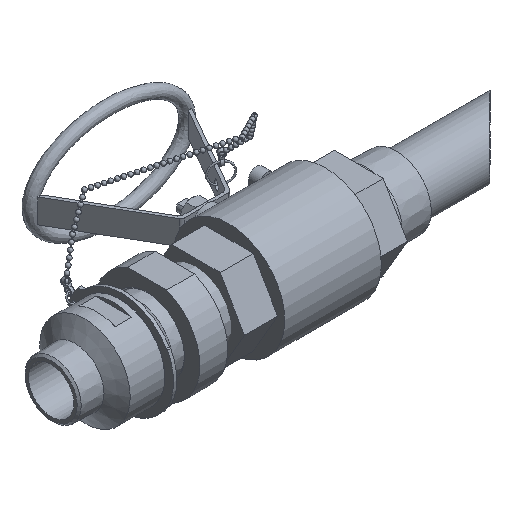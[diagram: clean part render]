
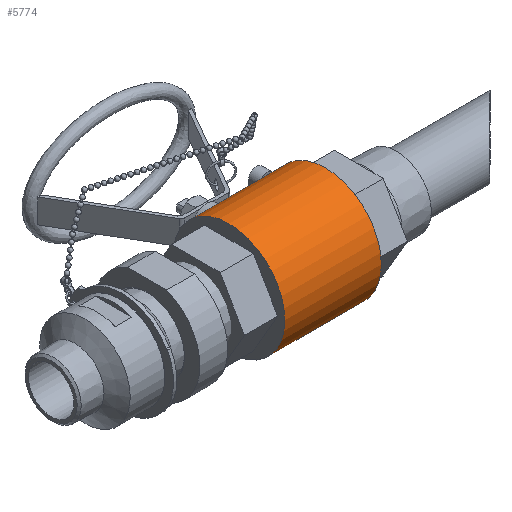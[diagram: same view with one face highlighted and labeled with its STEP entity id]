
A CAD part, isometric view. The second image highlights one B-rep face of the part: STEP entity #5774.
In plain terms, the highlighted cylindrical face has radius 46.99 mm (diameter 93.98 mm), a full revolution.
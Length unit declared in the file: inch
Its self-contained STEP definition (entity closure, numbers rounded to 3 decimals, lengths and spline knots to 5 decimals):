
#15=B_SPLINE_CURVE_WITH_KNOTS('',3,(#10003,#10004,#10005,#10006,#10007,
#10008),.UNSPECIFIED.,.F.,.F.,(4,2,4),(0.63985,0.76988,
1.05976),.UNSPECIFIED.);
#16=B_SPLINE_CURVE_WITH_KNOTS('',3,(#10010,#10011,#10012,#10013,#10014,
#10015),.UNSPECIFIED.,.F.,.F.,(4,2,4),(3.08654,3.37643,
3.50645),.UNSPECIFIED.);
#17=B_SPLINE_CURVE_WITH_KNOTS('',3,(#10034,#10035,#10036,#10037,#10038,
#10039),.UNSPECIFIED.,.F.,.F.,(4,2,4),(1.01339,1.30327,
1.4333),.UNSPECIFIED.);
#18=B_SPLINE_CURVE_WITH_KNOTS('',3,(#10041,#10042,#10043,#10044,#10045,
#10046),.UNSPECIFIED.,.F.,.F.,(4,2,4),(2.71432,2.85685,
3.13332),.UNSPECIFIED.);
#19=B_SPLINE_CURVE_WITH_KNOTS('',3,(#10146,#10147,#10148,#10149,#10150,
#10151,#10152,#10153,#10154,#10155,#10156,#10157,#10158,#10159,#10160,#10161,
#10162,#10163,#10164),.UNSPECIFIED.,.T.,.F.,(4,1,1,1,1,1,1,1,1,1,1,1,1,
1,1,1,4),(-14.72266,-14.02158,-13.67104,-13.3205,
-13.08681,-12.38573,-11.91835,-10.98357,
-10.51619,-9.58142,-9.11403,-8.17926,-7.71187,
-7.01079,-6.30971,-5.60863,-4.90755),
 .UNSPECIFIED.);
#175=FACE_BOUND('',#1078,.T.);
#176=FACE_BOUND('',#1079,.T.);
#405=CYLINDRICAL_SURFACE('',#6572,1.85);
#712=FACE_OUTER_BOUND('',#1077,.T.);
#1077=EDGE_LOOP('',(#4920,#4921,#4922,#4923));
#1078=EDGE_LOOP('',(#4924,#4925,#4926,#4927,#4928,#4929,#4930,#4931));
#1079=EDGE_LOOP('',(#4932));
#1371=LINE('',#9994,#1678);
#1372=LINE('',#9999,#1679);
#1380=LINE('',#10194,#1687);
#1678=VECTOR('',#8293,0.3937);
#1679=VECTOR('',#8298,0.3937);
#1687=VECTOR('',#8334,1.85);
#2153=CIRCLE('',#6547,1.85);
#2154=CIRCLE('',#6555,1.85);
#2158=CIRCLE('',#6563,1.85);
#2159=CIRCLE('',#6565,1.85);
#2635=VERTEX_POINT('',#9950);
#2648=VERTEX_POINT('',#9989);
#2649=VERTEX_POINT('',#9992);
#2650=VERTEX_POINT('',#9993);
#2651=VERTEX_POINT('',#9997);
#2652=VERTEX_POINT('',#9998);
#2653=VERTEX_POINT('',#10002);
#2654=VERTEX_POINT('',#10009);
#2657=VERTEX_POINT('',#10022);
#2659=VERTEX_POINT('',#10028);
#2662=VERTEX_POINT('',#10144);
#3389=EDGE_CURVE('',#2635,#2635,#2153,.T.);
#3408=EDGE_CURVE('',#2648,#2648,#2154,.T.);
#3409=EDGE_CURVE('',#2649,#2650,#1371,.T.);
#3411=EDGE_CURVE('',#2651,#2652,#1372,.T.);
#3413=EDGE_CURVE('',#2652,#2653,#15,.T.);
#3414=EDGE_CURVE('',#2654,#2651,#16,.T.);
#3418=EDGE_CURVE('',#2657,#2654,#2158,.T.);
#3421=EDGE_CURVE('',#2653,#2659,#2159,.T.);
#3424=EDGE_CURVE('',#2659,#2649,#17,.T.);
#3426=EDGE_CURVE('',#2650,#2657,#18,.T.);
#3428=EDGE_CURVE('',#2662,#2662,#19,.T.);
#3433=EDGE_CURVE('',#2648,#2635,#1380,.T.);
#4920=ORIENTED_EDGE('',*,*,#3408,.T.);
#4921=ORIENTED_EDGE('',*,*,#3433,.T.);
#4922=ORIENTED_EDGE('',*,*,#3389,.T.);
#4923=ORIENTED_EDGE('',*,*,#3433,.F.);
#4924=ORIENTED_EDGE('',*,*,#3418,.T.);
#4925=ORIENTED_EDGE('',*,*,#3414,.T.);
#4926=ORIENTED_EDGE('',*,*,#3411,.T.);
#4927=ORIENTED_EDGE('',*,*,#3413,.T.);
#4928=ORIENTED_EDGE('',*,*,#3421,.T.);
#4929=ORIENTED_EDGE('',*,*,#3424,.T.);
#4930=ORIENTED_EDGE('',*,*,#3409,.T.);
#4931=ORIENTED_EDGE('',*,*,#3426,.T.);
#4932=ORIENTED_EDGE('',*,*,#3428,.F.);
#5774=ADVANCED_FACE('',(#712,#175,#176),#405,.T.);
#6547=AXIS2_PLACEMENT_3D('',#9951,#8255,#8256);
#6555=AXIS2_PLACEMENT_3D('',#9990,#8289,#8290);
#6563=AXIS2_PLACEMENT_3D('',#10023,#8309,#8310);
#6565=AXIS2_PLACEMENT_3D('',#10029,#8315,#8316);
#6572=AXIS2_PLACEMENT_3D('',#10193,#8332,#8333);
#8255=DIRECTION('center_axis',(1.,0.,0.));
#8256=DIRECTION('ref_axis',(0.,1.,0.));
#8289=DIRECTION('center_axis',(-1.,0.,0.));
#8290=DIRECTION('ref_axis',(0.,1.,0.));
#8293=DIRECTION('',(1.,0.,0.));
#8298=DIRECTION('',(-1.,0.,0.));
#8309=DIRECTION('center_axis',(1.,0.,0.));
#8310=DIRECTION('ref_axis',(0.,1.,0.));
#8315=DIRECTION('center_axis',(-1.,0.,0.));
#8316=DIRECTION('ref_axis',(0.,1.,0.));
#8332=DIRECTION('center_axis',(1.,0.,0.));
#8333=DIRECTION('ref_axis',(0.,1.,0.));
#8334=DIRECTION('',(-1.,0.,0.));
#9950=CARTESIAN_POINT('',(-2.67953,-1.85,0.));
#9951=CARTESIAN_POINT('Origin',(-2.67953,0.,
0.));
#9989=CARTESIAN_POINT('',(0.52047,-1.85,0.));
#9990=CARTESIAN_POINT('Origin',(0.52047,0.,
0.));
#9992=CARTESIAN_POINT('',(-0.11939,1.5125,-1.06529));
#9993=CARTESIAN_POINT('',(0.29446,1.5125,-1.06529));
#9994=CARTESIAN_POINT('',(-1.07953,1.5125,-1.06529));
#9997=CARTESIAN_POINT('',(0.29446,1.5125,1.06529));
#9998=CARTESIAN_POINT('',(-0.11939,1.5125,1.06529));
#9999=CARTESIAN_POINT('',(-1.07953,1.5125,1.06529));
#10002=CARTESIAN_POINT('',(-0.16246,1.60215,0.925));
#10003=CARTESIAN_POINT('Ctrl Pts',(-0.11939,1.5125,
1.06529));
#10004=CARTESIAN_POINT('Ctrl Pts',(-0.12811,1.52156,
1.05243));
#10005=CARTESIAN_POINT('Ctrl Pts',(-0.13565,1.53097,1.03871));
#10006=CARTESIAN_POINT('Ctrl Pts',(-0.15563,1.56162,
0.99262));
#10007=CARTESIAN_POINT('Ctrl Pts',(-0.16246,1.58313,
0.95795));
#10008=CARTESIAN_POINT('Ctrl Pts',(-0.16246,1.60215,
0.925));
#10009=CARTESIAN_POINT('',(0.33754,1.60215,0.925));
#10010=CARTESIAN_POINT('Ctrl Pts',(0.33754,1.60215,0.925));
#10011=CARTESIAN_POINT('Ctrl Pts',(0.33754,1.58313,0.95795));
#10012=CARTESIAN_POINT('Ctrl Pts',(0.3307,1.56162,0.99262));
#10013=CARTESIAN_POINT('Ctrl Pts',(0.31072,1.53097,1.03871));
#10014=CARTESIAN_POINT('Ctrl Pts',(0.30318,1.52156,1.05243));
#10015=CARTESIAN_POINT('Ctrl Pts',(0.29446,1.5125,1.06529));
#10022=CARTESIAN_POINT('',(0.33754,1.60215,-0.925));
#10023=CARTESIAN_POINT('Origin',(0.33754,0.,
0.));
#10028=CARTESIAN_POINT('',(-0.16246,1.60215,-0.925));
#10029=CARTESIAN_POINT('Origin',(-0.16246,0.,
0.));
#10034=CARTESIAN_POINT('Ctrl Pts',(-0.16246,1.60215,
-0.925));
#10035=CARTESIAN_POINT('Ctrl Pts',(-0.16246,1.58313,
-0.95795));
#10036=CARTESIAN_POINT('Ctrl Pts',(-0.15563,1.56162,
-0.99262));
#10037=CARTESIAN_POINT('Ctrl Pts',(-0.13565,1.53097,-1.03871));
#10038=CARTESIAN_POINT('Ctrl Pts',(-0.12811,1.52156,
-1.05243));
#10039=CARTESIAN_POINT('Ctrl Pts',(-0.11939,1.5125,
-1.06529));
#10041=CARTESIAN_POINT('Ctrl Pts',(0.29446,1.5125,-1.06529));
#10042=CARTESIAN_POINT('Ctrl Pts',(0.304,1.52241,-1.05122));
#10043=CARTESIAN_POINT('Ctrl Pts',(0.31217,1.53279,-1.03606));
#10044=CARTESIAN_POINT('Ctrl Pts',(0.33131,1.5635,-0.9896));
#10045=CARTESIAN_POINT('Ctrl Pts',(0.33754,1.58401,-0.95642));
#10046=CARTESIAN_POINT('Ctrl Pts',(0.33754,1.60215,-0.925));
#10144=CARTESIAN_POINT('',(-1.32279,1.77583,-0.51859));
#10146=CARTESIAN_POINT('Ctrl Pts',(-1.32279,1.77583,-0.51859));
#10147=CARTESIAN_POINT('Ctrl Pts',(-1.40731,1.78559,-0.48517));
#10148=CARTESIAN_POINT('Ctrl Pts',(-1.52063,1.80634,-0.40916));
#10149=CARTESIAN_POINT('Ctrl Pts',(-1.62549,1.83138,-0.27));
#10150=CARTESIAN_POINT('Ctrl Pts',(-1.67152,1.84358,-0.16492));
#10151=CARTESIAN_POINT('Ctrl Pts',(-1.70461,1.85286,-0.01159));
#10152=CARTESIAN_POINT('Ctrl Pts',(-1.68412,1.84684,0.16183));
#10153=CARTESIAN_POINT('Ctrl Pts',(-1.55484,1.81298,0.38865));
#10154=CARTESIAN_POINT('Ctrl Pts',(-1.35179,1.77364,0.52839));
#10155=CARTESIAN_POINT('Ctrl Pts',(-1.04512,1.75513,0.58414));
#10156=CARTESIAN_POINT('Ctrl Pts',(-0.7962,1.77608,
0.52333));
#10157=CARTESIAN_POINT('Ctrl Pts',(-0.56286,1.82228,
0.34066));
#10158=CARTESIAN_POINT('Ctrl Pts',(-0.45738,1.85204,
0.12659));
#10159=CARTESIAN_POINT('Ctrl Pts',(-0.46649,1.84945,
-0.13253));
#10160=CARTESIAN_POINT('Ctrl Pts',(-0.56584,1.82195,
-0.34391));
#10161=CARTESIAN_POINT('Ctrl Pts',(-0.7777,1.77858,
-0.51378));
#10162=CARTESIAN_POINT('Ctrl Pts',(-1.0507,1.75531,-0.58363));
#10163=CARTESIAN_POINT('Ctrl Pts',(-1.23828,1.76607,-0.55201));
#10164=CARTESIAN_POINT('Ctrl Pts',(-1.32279,1.77583,-0.51859));
#10193=CARTESIAN_POINT('Origin',(-1.07953,0.,
0.));
#10194=CARTESIAN_POINT('',(-1.07953,-1.85,0.));
